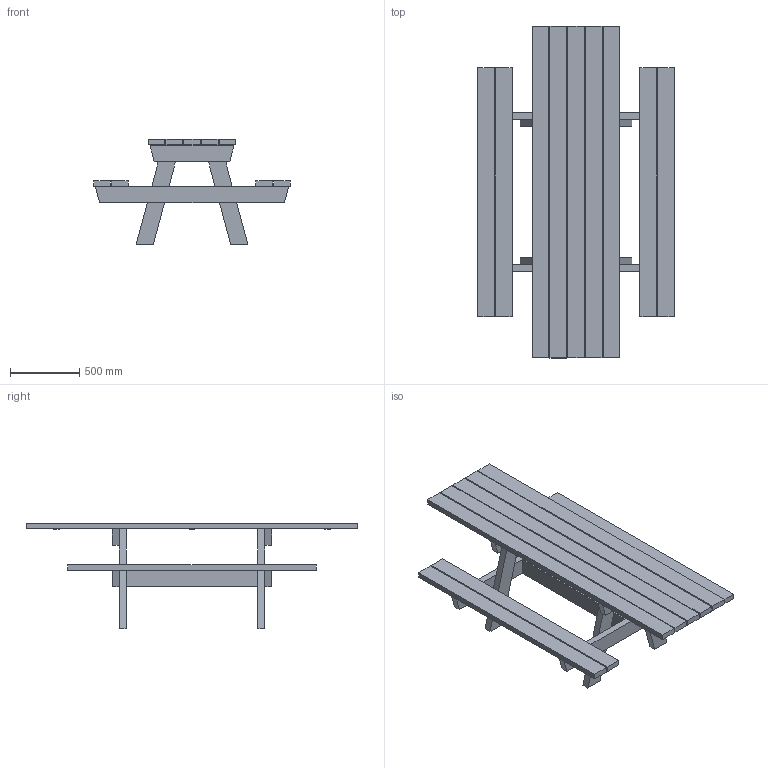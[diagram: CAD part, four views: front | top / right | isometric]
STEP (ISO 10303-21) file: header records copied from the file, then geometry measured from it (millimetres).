
FILE_DESCRIPTION(/* description */ (''),/* implementation_level */ '2;1');
FILE_NAME(/* name */ 'TA Oslo XL 3D.stp',/* time_stamp */ '2021-12-20T15:15:39+01:00',/* author */ ('vital'),/* organization */ (''),/* preprocessor_version */ 'ST-DEVELOPER v18.1',/* originating_system */ 'Autodesk Inventor 2022',/* authorisation */ '');
FILE_SCHEMA (('AUTOMOTIVE_DESIGN { 1 0 10303 214 3 1 1 }'));
Length unit declared in the file: millimetre
Products named in the file (1): TA Oslo XL 3D
Bounding box: 1420 x 2400 x 762.36 mm (x, y, z)
Volume: 139696229.1 mm3; surface area: 10514460.1 mm2
Topology: 28 solids, 28 shells, 241 faces, 530 edges, 352 vertices
Faces by surface type: plane 197, cylinder 44
Entity records: 6849 total; most frequent: CARTESIAN_POINT 1124, DIRECTION 1102, ORIENTED_EDGE 1060, EDGE_CURVE 530, LINE 442, VECTOR 442, VERTEX_POINT 352, AXIS2_PLACEMENT_3D 330
